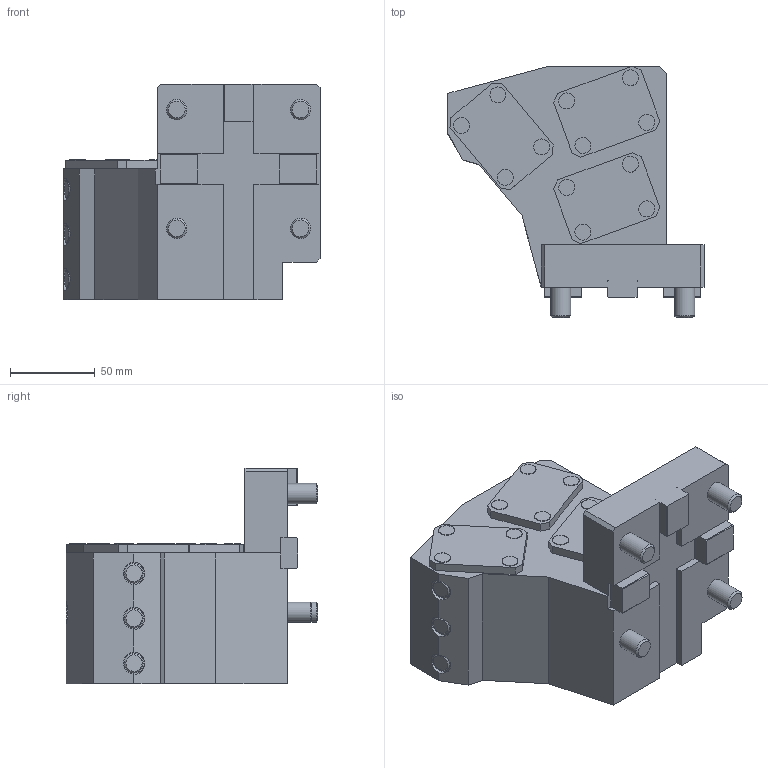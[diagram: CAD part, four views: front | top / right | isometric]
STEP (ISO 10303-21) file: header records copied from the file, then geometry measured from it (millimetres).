
FILE_DESCRIPTION(/* description */ (''),/* implementation_level */ '2;1');
FILE_NAME(/* name */ '107.265.25.753.stp',/* time_stamp */ '2018-03-06T14:35:23+01:00',/* author */ ('user-4'),/* organization */ (''),/* preprocessor_version */ 'ST-DEVELOPER v16.5',/* originating_system */ 'Autodesk Inventor 2017',/* authorisation */ '');
FILE_SCHEMA (('AUTOMOTIVE_DESIGN { 1 0 10303 214 3 1 1 }'));
Length unit declared in the file: millimetre
Products named in the file (1): 107.265.25.753
Bounding box: 151 x 148.5 x 127.15 mm (x, y, z)
Volume: 1073287.5 mm3; surface area: 119288.3 mm2
Topology: 4 solids, 4 shells, 277 faces, 699 edges, 455 vertices
Faces by surface type: plane 150, cylinder 77, cone 40, sphere 6, torus 4
Full cylindrical faces by diameter (mm): 4 x3, 4.5 x6, 5 x3, 7.53 x3, 8 x6, 9.43 x12, 10 x9, 12 x4, 13 x3, 18 x4, 20 x4, 25 x3
Entity records: 7678 total; most frequent: CARTESIAN_POINT 1404, DIRECTION 1254, ORIENTED_EDGE 1058, EDGE_CURVE 526, AXIS2_PLACEMENT_3D 470, EDGE_LOOP 426, VERTEX_POINT 388, LINE 314
